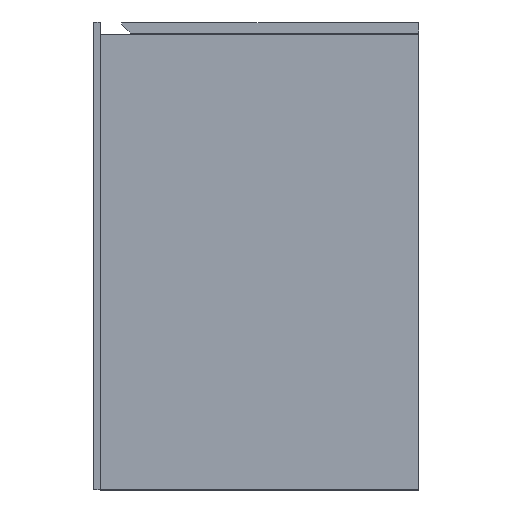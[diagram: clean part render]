
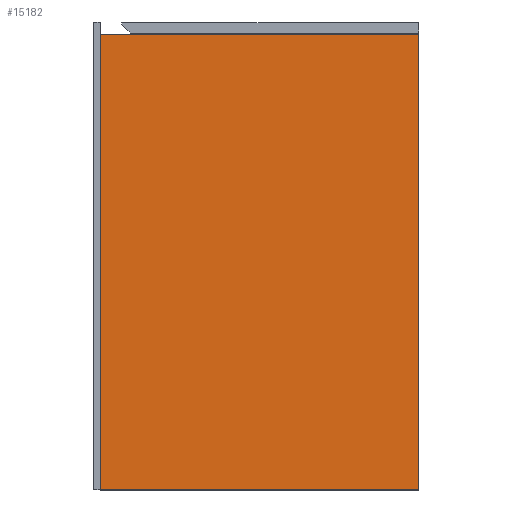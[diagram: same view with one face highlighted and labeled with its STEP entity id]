
A CAD part, left-side view. The second image highlights one B-rep face of the part: STEP entity #15182.
In plain terms, the highlighted planar face has unit normal (-1, 0, 0).
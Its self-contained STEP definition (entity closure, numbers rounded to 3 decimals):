
#3 = CARTESIAN_POINT ( 'NONE',  ( 2., 0., -550. ) ) ;
#5039 = VERTEX_POINT ( 'NONE', #28401 ) ;
#5333 = EDGE_CURVE ( 'NONE', #51461, #5039, #6331, .T. ) ;
#6331 = LINE ( 'NONE', #24500, #41806 ) ;
#9202 = CARTESIAN_POINT ( 'NONE',  ( 2., 374., -15. ) ) ;
#9475 = ORIENTED_EDGE ( 'NONE', *, *, #33116, .T. ) ;
#9551 = DIRECTION ( 'NONE',  ( 0., 0., -1. ) ) ;
#14008 = PLANE ( 'NONE',  #58930 ) ;
#14291 = VECTOR ( 'NONE', #53061, 1000. ) ;
#14828 = VECTOR ( 'NONE', #53316, 1000. ) ;
#14834 = VERTEX_POINT ( 'NONE', #3 ) ;
#15182 = ADVANCED_FACE ( 'NONE', ( #54859 ), #14008, .F. ) ;
#16349 = CARTESIAN_POINT ( 'NONE',  ( 2., 909.337, -550. ) ) ;
#16657 = EDGE_CURVE ( 'NONE', #28565, #51461, #16672, .T. ) ;
#16672 = LINE ( 'NONE', #34866, #14291 ) ;
#16925 = LINE ( 'NONE', #35120, #14828 ) ;
#18331 = EDGE_LOOP ( 'NONE', ( #24503, #49948, #9475, #50019 ) ) ;
#24500 = CARTESIAN_POINT ( 'NONE',  ( 2., 909.337, -15. ) ) ;
#24503 = ORIENTED_EDGE ( 'NONE', *, *, #16657, .F. ) ;
#28401 = CARTESIAN_POINT ( 'NONE',  ( 2., 0., -15. ) ) ;
#28565 = VERTEX_POINT ( 'NONE', #45051 ) ;
#32210 = CARTESIAN_POINT ( 'NONE',  ( 2., 909.337, -550. ) ) ;
#32527 = EDGE_CURVE ( 'NONE', #28565, #14834, #57196, .T. ) ;
#33116 = EDGE_CURVE ( 'NONE', #14834, #5039, #16925, .T. ) ;
#34546 = DIRECTION ( 'NONE',  ( 0., -1., 0. ) ) ;
#34866 = CARTESIAN_POINT ( 'NONE',  ( 2., 374., -550. ) ) ;
#35120 = CARTESIAN_POINT ( 'NONE',  ( 2., 0., -550. ) ) ;
#41806 = VECTOR ( 'NONE', #42712, 1000. ) ;
#42712 = DIRECTION ( 'NONE',  ( 0., -1., 0. ) ) ;
#43426 = VECTOR ( 'NONE', #34546, 1000. ) ;
#45051 = CARTESIAN_POINT ( 'NONE',  ( 2., 374., -550. ) ) ;
#49948 = ORIENTED_EDGE ( 'NONE', *, *, #32527, .T. ) ;
#50019 = ORIENTED_EDGE ( 'NONE', *, *, #5333, .F. ) ;
#50402 = DIRECTION ( 'NONE',  ( 1., 0., 0. ) ) ;
#51461 = VERTEX_POINT ( 'NONE', #9202 ) ;
#53061 = DIRECTION ( 'NONE',  ( 0., 0., 1. ) ) ;
#53316 = DIRECTION ( 'NONE',  ( 0., 0., 1. ) ) ;
#54859 = FACE_OUTER_BOUND ( 'NONE', #18331, .T. ) ;
#57196 = LINE ( 'NONE', #16349, #43426 ) ;
#58930 = AXIS2_PLACEMENT_3D ( 'NONE', #32210, #50402, #9551 ) ;
